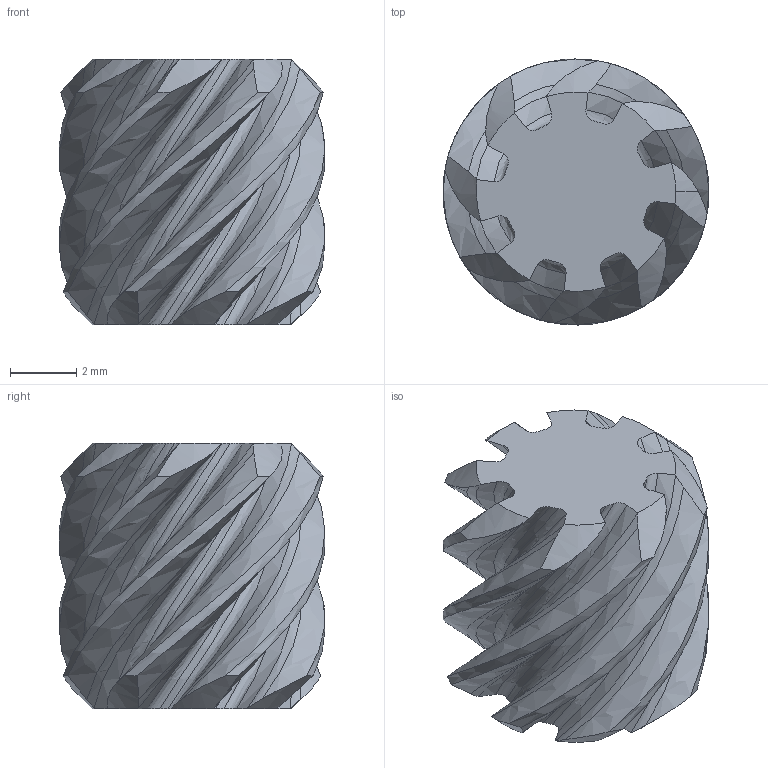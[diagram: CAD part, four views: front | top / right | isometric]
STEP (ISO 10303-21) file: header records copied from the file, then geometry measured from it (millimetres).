
FILE_DESCRIPTION(('FreeCAD Model'),'2;1');
FILE_NAME('worm.step', '2014-12-12T03:02:44',('FreeCAD'),('FreeCAD'), 'Open CASCADE STEP processor 6.5','FreeCAD','Unknown');
FILE_SCHEMA(('AUTOMOTIVE_DESIGN_CC2 { 1 2 10303 214 -1 1 5 4 }'));
Length unit declared in the file: millimetre
Products named in the file (1): worm-Cut
Bounding box: 8 x 8 x 8 mm (x, y, z)
Volume: 237 mm3; surface area: 430.7 mm2
Topology: 1 solids, 1 shells, 100 faces, 296 edges, 198 vertices
Faces by surface type: bspline 80, cone 18, plane 2
Entity records: 35085 total; most frequent: CARTESIAN_POINT 30644, ORIENTED_EDGE 592, PCURVE 592, DEFINITIONAL_REPRESENTATION 592, B_SPLINE_CURVE_WITH_KNOTS 571, DIRECTION 370, EDGE_CURVE 296, SURFACE_CURVE 296
